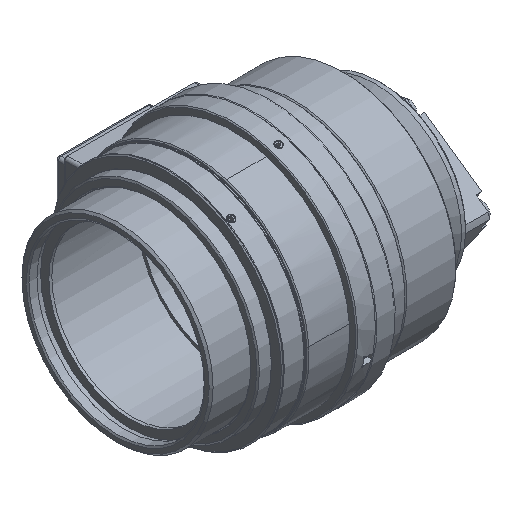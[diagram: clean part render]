
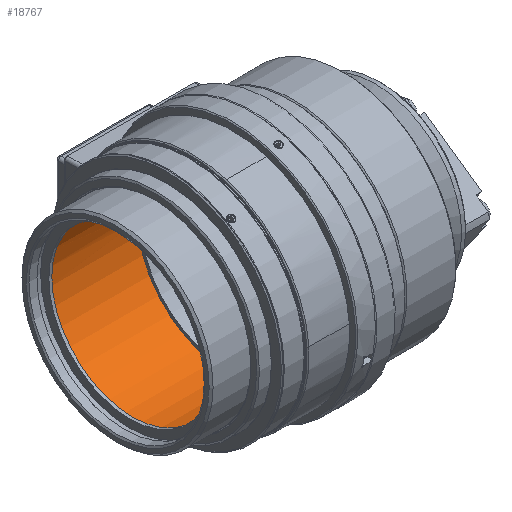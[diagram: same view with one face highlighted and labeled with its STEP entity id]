
A CAD part, isometric view. The second image highlights one B-rep face of the part: STEP entity #18767.
In plain terms, the highlighted cylindrical face has radius 23.26 mm (diameter 46.52 mm), a full revolution.
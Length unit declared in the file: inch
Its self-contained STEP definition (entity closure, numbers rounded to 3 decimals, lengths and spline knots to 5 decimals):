
#343=FACE_BOUND('',#2854,.T.);
#1223=B_SPLINE_CURVE_WITH_KNOTS('',3,(#31060,#31061,#31062,#31063,#31064,
#31065,#31066,#31067,#31068,#31069),.UNSPECIFIED.,.F.,.F.,(4,2,2,2,4),(0.,
0.03206,0.06411,0.09617,0.12822),
 .UNSPECIFIED.);
#1224=B_SPLINE_CURVE_WITH_KNOTS('',3,(#31070,#31071,#31072,#31073,#31074,
#31075,#31076,#31077,#31078,#31079,#31080,#31081,#31082,#31083,#31084,#31085,
#31086,#31087,#31088,#31089,#31090,#31091,#31092,#31093,#31094,#31095),
 .UNSPECIFIED.,.F.,.F.,(4,2,2,2,2,2,2,2,2,2,2,2,4),(0.12822,0.16028,
0.19233,0.22439,0.25644,0.2885,
0.32055,0.35261,0.38466,0.41672,
0.44877,0.48083,0.51289),.UNSPECIFIED.);
#1765=FACE_OUTER_BOUND('',#2853,.T.);
#2853=EDGE_LOOP('',(#14659,#14660,#14661,#14662,#14663,#14664));
#2854=EDGE_LOOP('',(#14665,#14666));
#3698=CIRCLE('',#20024,0.91575);
#3699=CIRCLE('',#20025,0.91575);
#3702=CIRCLE('',#20029,0.91575);
#3703=CIRCLE('',#20030,0.91575);
#5054=LINE('',#31057,#6678);
#6678=VECTOR('',#23404,0.91575);
#8355=VERTEX_POINT('',#31003);
#8356=VERTEX_POINT('',#31004);
#8359=VERTEX_POINT('',#31012);
#8360=VERTEX_POINT('',#31013);
#8377=VERTEX_POINT('',#31058);
#8378=VERTEX_POINT('',#31059);
#10602=EDGE_CURVE('',#8355,#8356,#3698,.T.);
#10603=EDGE_CURVE('',#8356,#8355,#3699,.T.);
#10606=EDGE_CURVE('',#8359,#8360,#3702,.T.);
#10607=EDGE_CURVE('',#8360,#8359,#3703,.T.);
#10628=EDGE_CURVE('',#8360,#8356,#5054,.T.);
#10629=EDGE_CURVE('',#8377,#8378,#1223,.T.);
#10630=EDGE_CURVE('',#8378,#8377,#1224,.T.);
#14659=ORIENTED_EDGE('',*,*,#10606,.T.);
#14660=ORIENTED_EDGE('',*,*,#10628,.T.);
#14661=ORIENTED_EDGE('',*,*,#10602,.F.);
#14662=ORIENTED_EDGE('',*,*,#10603,.F.);
#14663=ORIENTED_EDGE('',*,*,#10628,.F.);
#14664=ORIENTED_EDGE('',*,*,#10607,.T.);
#14665=ORIENTED_EDGE('',*,*,#10629,.T.);
#14666=ORIENTED_EDGE('',*,*,#10630,.T.);
#17113=CYLINDRICAL_SURFACE('',#20047,0.91575);
#18767=ADVANCED_FACE('',(#1765,#343),#17113,.F.);
#20024=AXIS2_PLACEMENT_3D('',#31005,#23348,#23349);
#20025=AXIS2_PLACEMENT_3D('',#31006,#23350,#23351);
#20029=AXIS2_PLACEMENT_3D('',#31014,#23358,#23359);
#20030=AXIS2_PLACEMENT_3D('',#31015,#23360,#23361);
#20047=AXIS2_PLACEMENT_3D('',#31056,#23402,#23403);
#23348=DIRECTION('center_axis',(1.,0.,0.));
#23349=DIRECTION('ref_axis',(0.,0.,
-1.));
#23350=DIRECTION('center_axis',(1.,0.,0.));
#23351=DIRECTION('ref_axis',(0.,0.,
-1.));
#23358=DIRECTION('center_axis',(1.,0.,0.));
#23359=DIRECTION('ref_axis',(0.,0.,
-1.));
#23360=DIRECTION('center_axis',(1.,0.,0.));
#23361=DIRECTION('ref_axis',(0.,0.,
-1.));
#23402=DIRECTION('center_axis',(1.,0.,0.));
#23403=DIRECTION('ref_axis',(0.,1.,0.));
#23404=DIRECTION('',(-1.,0.,0.));
#31003=CARTESIAN_POINT('',(-1.27649,0.91575,0.));
#31004=CARTESIAN_POINT('',(-1.27649,-0.91575,0.));
#31005=CARTESIAN_POINT('Origin',(-1.27649,0.,
0.));
#31006=CARTESIAN_POINT('Origin',(-1.27649,0.,
0.));
#31012=CARTESIAN_POINT('',(0.14851,0.91575,0.));
#31013=CARTESIAN_POINT('',(0.14851,-0.91575,0.));
#31014=CARTESIAN_POINT('Origin',(0.14851,0.,
0.));
#31015=CARTESIAN_POINT('Origin',(0.14851,0.,
0.));
#31056=CARTESIAN_POINT('Origin',(-0.56399,0.,
0.));
#31057=CARTESIAN_POINT('',(-0.56399,-0.91575,0.));
#31058=CARTESIAN_POINT('',(-0.27149,0.91514,0.0335));
#31059=CARTESIAN_POINT('',(-0.23799,0.91575,0.));
#31060=CARTESIAN_POINT('Ctrl Pts',(-0.27149,0.91514,
0.0335));
#31061=CARTESIAN_POINT('Ctrl Pts',(-0.26729,0.91514,
0.0335));
#31062=CARTESIAN_POINT('Ctrl Pts',(-0.2628,0.91517,
0.03266));
#31063=CARTESIAN_POINT('Ctrl Pts',(-0.25455,0.91528,
0.02924));
#31064=CARTESIAN_POINT('Ctrl Pts',(-0.25078,0.91537,
0.02666));
#31065=CARTESIAN_POINT('Ctrl Pts',(-0.24483,0.91552,
0.02071));
#31066=CARTESIAN_POINT('Ctrl Pts',(-0.24225,0.9156,
0.01695));
#31067=CARTESIAN_POINT('Ctrl Pts',(-0.23883,0.91572,
0.00869));
#31068=CARTESIAN_POINT('Ctrl Pts',(-0.23799,0.91575,0.00421));
#31069=CARTESIAN_POINT('Ctrl Pts',(-0.23799,0.91575,0.));
#31070=CARTESIAN_POINT('Ctrl Pts',(-0.23799,0.91575,0.));
#31071=CARTESIAN_POINT('Ctrl Pts',(-0.23799,0.91575,-0.00421));
#31072=CARTESIAN_POINT('Ctrl Pts',(-0.23883,0.91572,
-0.00869));
#31073=CARTESIAN_POINT('Ctrl Pts',(-0.24225,0.9156,
-0.01695));
#31074=CARTESIAN_POINT('Ctrl Pts',(-0.24483,0.91552,
-0.02071));
#31075=CARTESIAN_POINT('Ctrl Pts',(-0.25078,0.91537,
-0.02666));
#31076=CARTESIAN_POINT('Ctrl Pts',(-0.25455,0.91528,
-0.02924));
#31077=CARTESIAN_POINT('Ctrl Pts',(-0.2628,0.91517,
-0.03266));
#31078=CARTESIAN_POINT('Ctrl Pts',(-0.26729,0.91514,
-0.0335));
#31079=CARTESIAN_POINT('Ctrl Pts',(-0.2757,0.91514,
-0.0335));
#31080=CARTESIAN_POINT('Ctrl Pts',(-0.28019,0.91517,
-0.03266));
#31081=CARTESIAN_POINT('Ctrl Pts',(-0.28844,0.91528,
-0.02924));
#31082=CARTESIAN_POINT('Ctrl Pts',(-0.29221,0.91537,
-0.02666));
#31083=CARTESIAN_POINT('Ctrl Pts',(-0.29816,0.91552,
-0.02071));
#31084=CARTESIAN_POINT('Ctrl Pts',(-0.30073,0.9156,-0.01695));
#31085=CARTESIAN_POINT('Ctrl Pts',(-0.30415,0.91572,
-0.00869));
#31086=CARTESIAN_POINT('Ctrl Pts',(-0.30499,0.91575,-0.00421));
#31087=CARTESIAN_POINT('Ctrl Pts',(-0.30499,0.91575,0.00421));
#31088=CARTESIAN_POINT('Ctrl Pts',(-0.30415,0.91572,
0.00869));
#31089=CARTESIAN_POINT('Ctrl Pts',(-0.30073,0.9156,0.01695));
#31090=CARTESIAN_POINT('Ctrl Pts',(-0.29816,0.91552,
0.02071));
#31091=CARTESIAN_POINT('Ctrl Pts',(-0.29221,0.91537,
0.02666));
#31092=CARTESIAN_POINT('Ctrl Pts',(-0.28844,0.91528,
0.02924));
#31093=CARTESIAN_POINT('Ctrl Pts',(-0.28019,0.91517,
0.03266));
#31094=CARTESIAN_POINT('Ctrl Pts',(-0.2757,0.91514,
0.0335));
#31095=CARTESIAN_POINT('Ctrl Pts',(-0.27149,0.91514,
0.0335));
